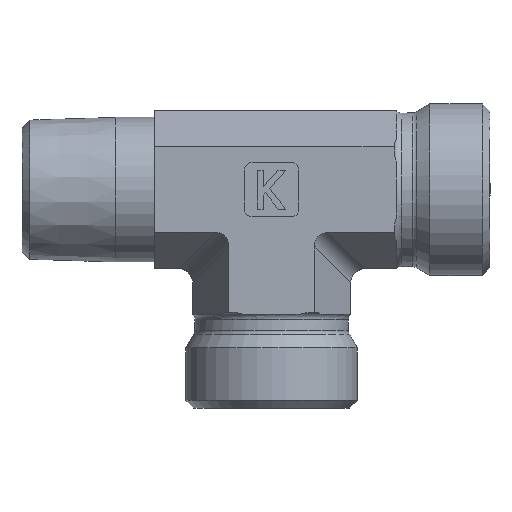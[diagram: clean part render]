
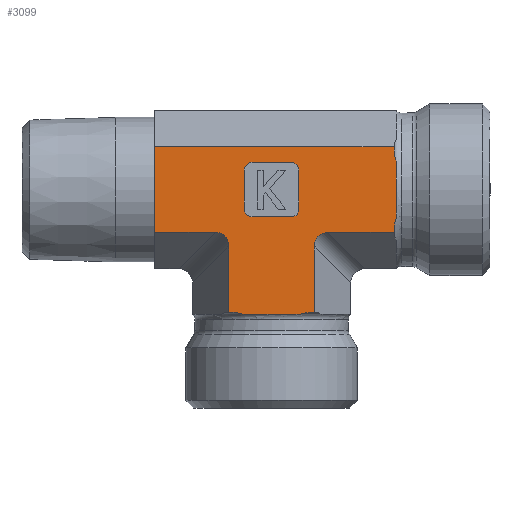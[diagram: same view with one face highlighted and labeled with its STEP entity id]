
A CAD part, left-side view. The second image highlights one B-rep face of the part: STEP entity #3099.
In plain terms, the highlighted planar face has unit normal (-1, 0, 0).
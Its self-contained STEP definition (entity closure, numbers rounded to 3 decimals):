
#285=CARTESIAN_POINT('',(-28.485,24.544,21.485));
#286=VERTEX_POINT('',#285);
#287=CARTESIAN_POINT('',(-28.485,24.544,10.515));
#288=VERTEX_POINT('',#287);
#289=CARTESIAN_POINT('',(-28.485,24.544,21.485));
#290=DIRECTION('',(0.0,0.0,-1.0));
#291=VECTOR('',#290,10.97);
#292=LINE('',#289,#291);
#293=EDGE_CURVE('',#286,#288,#292,.T.);
#438=CARTESIAN_POINT('',(-28.485,-6.156,21.485));
#439=VERTEX_POINT('',#438);
#440=CARTESIAN_POINT('',(-28.485,24.544,21.485));
#441=DIRECTION('',(0.0,-1.0,0.0));
#442=VECTOR('',#441,30.7);
#443=LINE('',#440,#442);
#444=EDGE_CURVE('',#286,#439,#443,.T.);
#564=CARTESIAN_POINT('',(-28.485,15.029,0.3));
#565=VERTEX_POINT('',#564);
#572=CARTESIAN_POINT('',(-28.485,14.785,0.3));
#573=VERTEX_POINT('',#572);
#581=CARTESIAN_POINT('',(-28.485,15.029,0.3));
#582=DIRECTION('',(0.0,-1.0,0.0));
#583=VECTOR('',#582,0.243);
#584=LINE('',#581,#583);
#585=EDGE_CURVE('',#565,#573,#584,.T.);
#628=CARTESIAN_POINT('',(-28.485,4.059,0.3));
#629=VERTEX_POINT('',#628);
#638=CARTESIAN_POINT('',(-28.485,4.302,0.3));
#639=VERTEX_POINT('',#638);
#640=CARTESIAN_POINT('',(-28.485,4.302,0.3));
#641=DIRECTION('',(0.0,-1.0,0.0));
#642=VECTOR('',#641,0.243);
#643=LINE('',#640,#642);
#644=EDGE_CURVE('',#639,#629,#643,.T.);
#772=CARTESIAN_POINT('',(-28.485,6.01,0.0));
#773=VERTEX_POINT('',#772);
#774=CARTESIAN_POINT('',(-28.485,6.01,0.));
#775=CARTESIAN_POINT('',(-28.485,5.472,0.192));
#776=CARTESIAN_POINT('',(-28.485,4.848,0.3));
#777=CARTESIAN_POINT('',(-28.485,4.302,0.3));
#778=B_SPLINE_CURVE_WITH_KNOTS('',3,(#774,#775,#776,#777),.UNSPECIFIED.,.F.,.U.,(4,4),(0.612,0.776),.UNSPECIFIED.);
#779=EDGE_CURVE('',#773,#639,#778,.T.);
#781=CARTESIAN_POINT('',(-28.485,13.077,0.0));
#782=VERTEX_POINT('',#781);
#790=CARTESIAN_POINT('',(-28.485,14.785,0.3));
#791=CARTESIAN_POINT('',(-28.485,14.24,0.3));
#792=CARTESIAN_POINT('',(-28.485,13.616,0.192));
#793=CARTESIAN_POINT('',(-28.485,13.077,0.0));
#794=B_SPLINE_CURVE_WITH_KNOTS('',3,(#790,#791,#792,#793),.UNSPECIFIED.,.F.,.U.,(4,4),(0.216,0.38),.UNSPECIFIED.);
#795=EDGE_CURVE('',#573,#782,#794,.T.);
#1163=CARTESIAN_POINT('',(-28.485,15.029,8.783));
#1164=VERTEX_POINT('',#1163);
#1165=CARTESIAN_POINT('',(-28.485,15.029,0.3));
#1166=DIRECTION('',(0.0,0.0,1.0));
#1167=VECTOR('',#1166,8.483);
#1168=LINE('',#1165,#1167);
#1169=EDGE_CURVE('',#565,#1164,#1168,.T.);
#1226=CARTESIAN_POINT('',(-28.485,13.077,0.0));
#1227=DIRECTION('',(0.0,-1.0,0.0));
#1228=VECTOR('',#1227,7.067);
#1229=LINE('',#1226,#1228);
#1230=EDGE_CURVE('',#782,#773,#1229,.T.);
#1498=CARTESIAN_POINT('',(-28.485,-6.156,10.515));
#1499=VERTEX_POINT('',#1498);
#1500=CARTESIAN_POINT('',(-28.485,-6.156,10.759));
#1501=VERTEX_POINT('',#1500);
#1502=CARTESIAN_POINT('',(-28.485,-6.156,10.515));
#1503=DIRECTION('',(0.0,0.0,1.0));
#1504=VECTOR('',#1503,0.243);
#1505=LINE('',#1502,#1504);
#1506=EDGE_CURVE('',#1499,#1501,#1505,.T.);
#1543=CARTESIAN_POINT('',(-28.485,-6.156,21.241));
#1544=VERTEX_POINT('',#1543);
#1552=CARTESIAN_POINT('',(-28.485,-6.456,19.533));
#1553=VERTEX_POINT('',#1552);
#1554=CARTESIAN_POINT('',(-28.485,-6.456,19.533));
#1555=CARTESIAN_POINT('',(-28.485,-6.265,20.072));
#1556=CARTESIAN_POINT('',(-28.485,-6.156,20.696));
#1557=CARTESIAN_POINT('',(-28.485,-6.156,21.241));
#1558=B_SPLINE_CURVE_WITH_KNOTS('',3,(#1554,#1555,#1556,#1557),.UNSPECIFIED.,.F.,.U.,(4,4),(0.612,0.776),.UNSPECIFIED.);
#1559=EDGE_CURVE('',#1553,#1544,#1558,.T.);
#1561=CARTESIAN_POINT('',(-28.485,-6.456,12.467));
#1562=VERTEX_POINT('',#1561);
#1570=CARTESIAN_POINT('',(-28.485,-6.156,10.759));
#1571=CARTESIAN_POINT('',(-28.485,-6.156,11.304));
#1572=CARTESIAN_POINT('',(-28.485,-6.265,11.928));
#1573=CARTESIAN_POINT('',(-28.485,-6.456,12.467));
#1574=B_SPLINE_CURVE_WITH_KNOTS('',3,(#1570,#1571,#1572,#1573),.UNSPECIFIED.,.F.,.U.,(4,4),(0.216,0.38),.UNSPECIFIED.);
#1575=EDGE_CURVE('',#1501,#1562,#1574,.T.);
#1739=CARTESIAN_POINT('',(-28.485,-6.156,21.241));
#1740=DIRECTION('',(0.0,0.0,1.0));
#1741=VECTOR('',#1740,0.243);
#1742=LINE('',#1739,#1741);
#1743=EDGE_CURVE('',#1544,#439,#1742,.T.);
#1972=CARTESIAN_POINT('',(-28.485,-6.456,12.467));
#1973=DIRECTION('',(0.0,0.0,1.0));
#1974=VECTOR('',#1973,7.067);
#1975=LINE('',#1972,#1974);
#1976=EDGE_CURVE('',#1562,#1553,#1975,.T.);
#2473=CARTESIAN_POINT('',(-28.485,16.761,10.515));
#2474=VERTEX_POINT('',#2473);
#2475=CARTESIAN_POINT('',(-28.485,17.338,8.206));
#2476=DIRECTION('',(-1.0,0.0,0.0));
#2477=DIRECTION('',(0.0,-0.707,0.707));
#2478=AXIS2_PLACEMENT_3D('',#2475,#2476,#2477);
#2479=ELLIPSE('',#2478,2.582,2.0);
#2480=EDGE_CURVE('',#1164,#2474,#2479,.T.);
#2537=CARTESIAN_POINT('',(-28.485,16.761,10.515));
#2538=DIRECTION('',(0.0,1.0,0.0));
#2539=VECTOR('',#2538,7.783);
#2540=LINE('',#2537,#2539);
#2541=EDGE_CURVE('',#2474,#288,#2540,.T.);
#2562=CARTESIAN_POINT('',(-28.485,7.044,12.5));
#2563=VERTEX_POINT('',#2562);
#2570=CARTESIAN_POINT('',(-28.485,6.044,13.5));
#2571=VERTEX_POINT('',#2570);
#2572=CARTESIAN_POINT('',(-28.485,7.044,13.5));
#2573=DIRECTION('',(-1.0,0.0,0.0));
#2574=DIRECTION('',(0.0,-0.707,-0.707));
#2575=AXIS2_PLACEMENT_3D('',#2572,#2573,#2574);
#2576=CIRCLE('',#2575,1.0);
#2577=EDGE_CURVE('',#2563,#2571,#2576,.T.);
#2602=CARTESIAN_POINT('',(-28.485,12.044,12.5));
#2603=VERTEX_POINT('',#2602);
#2610=CARTESIAN_POINT('',(-28.485,7.044,12.5));
#2611=DIRECTION('',(0.0,1.0,0.0));
#2612=VECTOR('',#2611,5.);
#2613=LINE('',#2610,#2612);
#2614=EDGE_CURVE('',#2563,#2603,#2613,.T.);
#2633=CARTESIAN_POINT('',(-28.485,13.044,13.5));
#2634=VERTEX_POINT('',#2633);
#2641=CARTESIAN_POINT('',(-28.485,12.044,13.5));
#2642=DIRECTION('',(-1.0,0.0,0.0));
#2643=DIRECTION('',(0.0,0.707,-0.707));
#2644=AXIS2_PLACEMENT_3D('',#2641,#2642,#2643);
#2645=CIRCLE('',#2644,1.0);
#2646=EDGE_CURVE('',#2634,#2603,#2645,.T.);
#2666=CARTESIAN_POINT('',(-28.485,13.044,18.5));
#2667=VERTEX_POINT('',#2666);
#2674=CARTESIAN_POINT('',(-28.485,13.044,13.5));
#2675=DIRECTION('',(0.0,0.0,1.0));
#2676=VECTOR('',#2675,5.0);
#2677=LINE('',#2674,#2676);
#2678=EDGE_CURVE('',#2634,#2667,#2677,.T.);
#2697=CARTESIAN_POINT('',(-28.485,12.044,19.5));
#2698=VERTEX_POINT('',#2697);
#2705=CARTESIAN_POINT('',(-28.485,12.044,18.5));
#2706=DIRECTION('',(-1.0,0.0,0.0));
#2707=DIRECTION('',(0.0,0.707,0.707));
#2708=AXIS2_PLACEMENT_3D('',#2705,#2706,#2707);
#2709=CIRCLE('',#2708,1.0);
#2710=EDGE_CURVE('',#2698,#2667,#2709,.T.);
#2730=CARTESIAN_POINT('',(-28.485,7.044,19.5));
#2731=VERTEX_POINT('',#2730);
#2738=CARTESIAN_POINT('',(-28.485,12.044,19.5));
#2739=DIRECTION('',(0.0,-1.0,0.0));
#2740=VECTOR('',#2739,5.0);
#2741=LINE('',#2738,#2740);
#2742=EDGE_CURVE('',#2698,#2731,#2741,.T.);
#2761=CARTESIAN_POINT('',(-28.485,6.044,18.5));
#2762=VERTEX_POINT('',#2761);
#2769=CARTESIAN_POINT('',(-28.485,7.044,18.5));
#2770=DIRECTION('',(-1.0,0.0,0.0));
#2771=DIRECTION('',(0.0,-0.707,0.707));
#2772=AXIS2_PLACEMENT_3D('',#2769,#2770,#2771);
#2773=CIRCLE('',#2772,1.0);
#2774=EDGE_CURVE('',#2762,#2731,#2773,.T.);
#2821=CARTESIAN_POINT('',(-28.485,6.044,18.5));
#2822=DIRECTION('',(0.0,0.0,-1.0));
#2823=VECTOR('',#2822,5.0);
#2824=LINE('',#2821,#2823);
#2825=EDGE_CURVE('',#2762,#2571,#2824,.T.);
#2922=CARTESIAN_POINT('',(-28.485,2.327,10.515));
#2923=VERTEX_POINT('',#2922);
#2930=CARTESIAN_POINT('',(-28.485,4.059,8.783));
#2931=VERTEX_POINT('',#2930);
#2932=CARTESIAN_POINT('',(-28.485,1.75,8.206));
#2933=DIRECTION('',(-1.0,0.0,0.0));
#2934=DIRECTION('',(0.0,0.707,0.707));
#2935=AXIS2_PLACEMENT_3D('',#2932,#2933,#2934);
#2936=ELLIPSE('',#2935,2.582,2.0);
#2937=EDGE_CURVE('',#2923,#2931,#2936,.T.);
#2998=CARTESIAN_POINT('',(-28.485,4.059,0.3));
#2999=DIRECTION('',(0.0,0.0,1.0));
#3000=VECTOR('',#2999,8.483);
#3001=LINE('',#2998,#3000);
#3002=EDGE_CURVE('',#629,#2931,#3001,.T.);
#3016=CARTESIAN_POINT('',(-28.485,2.327,10.515));
#3017=DIRECTION('',(0.0,-1.0,0.0));
#3018=VECTOR('',#3017,8.483);
#3019=LINE('',#3016,#3018);
#3020=EDGE_CURVE('',#2923,#1499,#3019,.T.);
#3064=CARTESIAN_POINT('',(-28.485,4.059,0.0));
#3065=DIRECTION('',(-1.0,0.0,0.0));
#3066=DIRECTION('',(0.0,0.0,1.0));
#3067=AXIS2_PLACEMENT_3D('',#3064,#3065,#3066);
#3068=PLANE('',#3067);
#3069=ORIENTED_EDGE('',*,*,#293,.T.);
#3070=ORIENTED_EDGE('',*,*,#2541,.F.);
#3071=ORIENTED_EDGE('',*,*,#2480,.F.);
#3072=ORIENTED_EDGE('',*,*,#1169,.F.);
#3073=ORIENTED_EDGE('',*,*,#585,.T.);
#3074=ORIENTED_EDGE('',*,*,#795,.T.);
#3075=ORIENTED_EDGE('',*,*,#1230,.T.);
#3076=ORIENTED_EDGE('',*,*,#779,.T.);
#3077=ORIENTED_EDGE('',*,*,#644,.T.);
#3078=ORIENTED_EDGE('',*,*,#3002,.T.);
#3079=ORIENTED_EDGE('',*,*,#2937,.F.);
#3080=ORIENTED_EDGE('',*,*,#3020,.T.);
#3081=ORIENTED_EDGE('',*,*,#1506,.T.);
#3082=ORIENTED_EDGE('',*,*,#1575,.T.);
#3083=ORIENTED_EDGE('',*,*,#1976,.T.);
#3084=ORIENTED_EDGE('',*,*,#1559,.T.);
#3085=ORIENTED_EDGE('',*,*,#1743,.T.);
#3086=ORIENTED_EDGE('',*,*,#444,.F.);
#3087=EDGE_LOOP('',(#3069,#3070,#3071,#3072,#3073,#3074,#3075,#3076,#3077,#3078,#3079,#3080,#3081,#3082,#3083,#3084,#3085,#3086));
#3088=FACE_OUTER_BOUND('',#3087,.T.);
#3089=ORIENTED_EDGE('',*,*,#2742,.T.);
#3090=ORIENTED_EDGE('',*,*,#2774,.F.);
#3091=ORIENTED_EDGE('',*,*,#2825,.T.);
#3092=ORIENTED_EDGE('',*,*,#2577,.F.);
#3093=ORIENTED_EDGE('',*,*,#2614,.T.);
#3094=ORIENTED_EDGE('',*,*,#2646,.F.);
#3095=ORIENTED_EDGE('',*,*,#2678,.T.);
#3096=ORIENTED_EDGE('',*,*,#2710,.F.);
#3097=EDGE_LOOP('',(#3089,#3090,#3091,#3092,#3093,#3094,#3095,#3096));
#3098=FACE_BOUND('',#3097,.T.);
#3099=ADVANCED_FACE('',(#3088,#3098),#3068,.T.);
